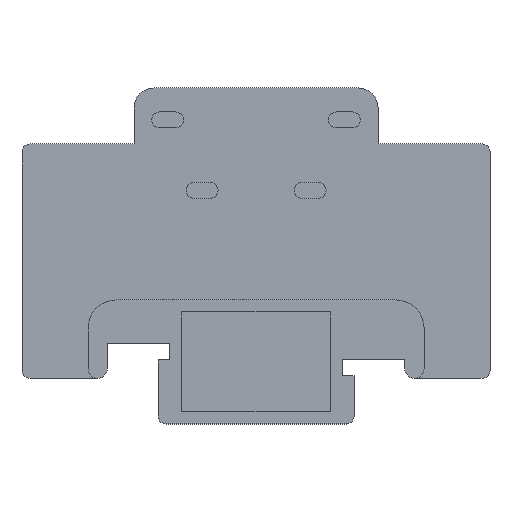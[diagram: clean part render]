
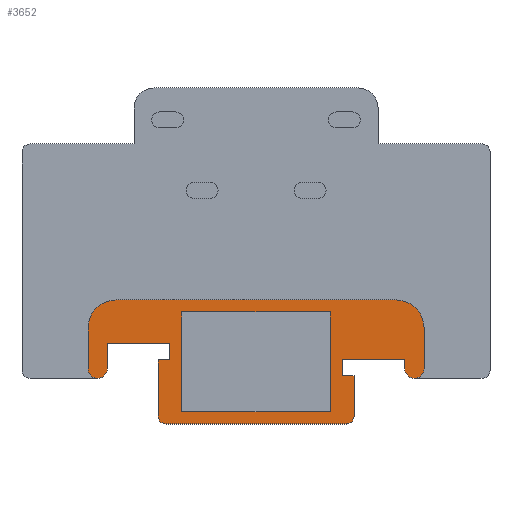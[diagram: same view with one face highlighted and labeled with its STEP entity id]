
A CAD part, top view. The second image highlights one B-rep face of the part: STEP entity #3652.
In plain terms, the highlighted planar face has unit normal (0, 0, 1).
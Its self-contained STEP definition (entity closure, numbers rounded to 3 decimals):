
#672=DIRECTION('',(1.,0.,0.));
#673=VECTOR('',#672,18.6);
#674=CARTESIAN_POINT('',(-9.3,14.,2.3));
#675=LINE('',#674,#673);
#676=DIRECTION('',(0.,1.,0.));
#677=VECTOR('',#676,12.5);
#678=CARTESIAN_POINT('',(-9.3,1.5,2.3));
#679=LINE('',#678,#677);
#680=DIRECTION('',(-1.,0.,0.));
#681=VECTOR('',#680,18.6);
#682=CARTESIAN_POINT('',(9.3,1.5,2.3));
#683=LINE('',#682,#681);
#684=DIRECTION('',(0.,-1.,0.));
#685=VECTOR('',#684,12.5);
#686=CARTESIAN_POINT('',(9.3,14.,2.3));
#687=LINE('',#686,#685);
#760=CARTESIAN_POINT('',(17.5,12.,2.3));
#761=DIRECTION('',(0.,0.,1.));
#762=DIRECTION('',(1.,0.,0.));
#763=AXIS2_PLACEMENT_3D('',#760,#761,#762);
#765=DIRECTION('',(0.,1.,0.));
#766=VECTOR('',#765,5.1);
#767=CARTESIAN_POINT('',(21.,6.9,2.3));
#768=LINE('',#767,#766);
#769=CARTESIAN_POINT('',(19.8,6.9,2.3));
#770=DIRECTION('',(0.,0.,1.));
#771=DIRECTION('',(-1.,0.,0.));
#772=AXIS2_PLACEMENT_3D('',#769,#770,#771);
#774=DIRECTION('',(0.,-1.,0.));
#775=VECTOR('',#774,1.2);
#776=CARTESIAN_POINT('',(18.6,8.1,2.3));
#777=LINE('',#776,#775);
#778=DIRECTION('',(1.,0.,0.));
#779=VECTOR('',#778,7.8);
#780=CARTESIAN_POINT('',(10.8,8.1,2.3));
#781=LINE('',#780,#779);
#782=DIRECTION('',(0.,1.,0.));
#783=VECTOR('',#782,2.1);
#784=CARTESIAN_POINT('',(10.8,6.,2.3));
#785=LINE('',#784,#783);
#786=DIRECTION('',(-1.,0.,0.));
#787=VECTOR('',#786,1.45);
#788=CARTESIAN_POINT('',(12.25,6.,2.3));
#789=LINE('',#788,#787);
#790=DIRECTION('',(0.,1.,0.));
#791=VECTOR('',#790,5.);
#792=CARTESIAN_POINT('',(12.25,1.,2.3));
#793=LINE('',#792,#791);
#794=CARTESIAN_POINT('',(11.25,1.,2.3));
#795=DIRECTION('',(0.,0.,1.));
#796=DIRECTION('',(0.,-1.,0.));
#797=AXIS2_PLACEMENT_3D('',#794,#795,#796);
#799=DIRECTION('',(1.,0.,0.));
#800=VECTOR('',#799,22.5);
#801=CARTESIAN_POINT('',(-11.25,0.,2.3));
#802=LINE('',#801,#800);
#803=CARTESIAN_POINT('',(-11.25,1.,2.3));
#804=DIRECTION('',(0.,0.,1.));
#805=DIRECTION('',(-1.,0.,0.));
#806=AXIS2_PLACEMENT_3D('',#803,#804,#805);
#808=DIRECTION('',(0.,-1.,0.));
#809=VECTOR('',#808,7.);
#810=CARTESIAN_POINT('',(-12.25,8.,2.3));
#811=LINE('',#810,#809);
#812=DIRECTION('',(-1.,0.,0.));
#813=VECTOR('',#812,1.45);
#814=CARTESIAN_POINT('',(-10.8,8.,2.3));
#815=LINE('',#814,#813);
#816=DIRECTION('',(0.,-1.,0.));
#817=VECTOR('',#816,2.1);
#818=CARTESIAN_POINT('',(-10.8,10.1,2.3));
#819=LINE('',#818,#817);
#820=DIRECTION('',(1.,0.,0.));
#821=VECTOR('',#820,7.8);
#822=CARTESIAN_POINT('',(-18.6,10.1,2.3));
#823=LINE('',#822,#821);
#824=DIRECTION('',(0.,1.,0.));
#825=VECTOR('',#824,3.2);
#826=CARTESIAN_POINT('',(-18.6,6.9,2.3));
#827=LINE('',#826,#825);
#828=CARTESIAN_POINT('',(-19.8,6.9,2.3));
#829=DIRECTION('',(0.,0.,1.));
#830=DIRECTION('',(-1.,0.,0.));
#831=AXIS2_PLACEMENT_3D('',#828,#829,#830);
#833=DIRECTION('',(0.,-1.,0.));
#834=VECTOR('',#833,5.1);
#835=CARTESIAN_POINT('',(-21.,12.,2.3));
#836=LINE('',#835,#834);
#837=CARTESIAN_POINT('',(-17.5,12.,2.3));
#838=DIRECTION('',(0.,0.,1.));
#839=DIRECTION('',(0.,1.,0.));
#840=AXIS2_PLACEMENT_3D('',#837,#838,#839);
#842=DIRECTION('',(-1.,0.,0.));
#843=VECTOR('',#842,35.);
#844=CARTESIAN_POINT('',(17.5,15.5,2.3));
#845=LINE('',#844,#843);
#2166=CARTESIAN_POINT('',(-12.25,8.,2.3));
#2167=CARTESIAN_POINT('',(-12.25,1.,2.3));
#2168=VERTEX_POINT('',#2166);
#2169=VERTEX_POINT('',#2167);
#2170=CARTESIAN_POINT('',(-11.25,0.,2.3));
#2171=VERTEX_POINT('',#2170);
#2172=CARTESIAN_POINT('',(11.25,0.,2.3));
#2173=VERTEX_POINT('',#2172);
#2174=CARTESIAN_POINT('',(12.25,1.,2.3));
#2175=VERTEX_POINT('',#2174);
#2176=CARTESIAN_POINT('',(12.25,6.,2.3));
#2177=VERTEX_POINT('',#2176);
#2178=CARTESIAN_POINT('',(10.8,6.,2.3));
#2179=VERTEX_POINT('',#2178);
#2180=CARTESIAN_POINT('',(10.8,8.1,2.3));
#2181=VERTEX_POINT('',#2180);
#2182=CARTESIAN_POINT('',(18.6,8.1,2.3));
#2183=VERTEX_POINT('',#2182);
#2184=CARTESIAN_POINT('',(18.6,6.9,2.3));
#2185=VERTEX_POINT('',#2184);
#2186=CARTESIAN_POINT('',(21.,6.9,2.3));
#2187=VERTEX_POINT('',#2186);
#2188=CARTESIAN_POINT('',(-21.,6.9,2.3));
#2189=CARTESIAN_POINT('',(-18.6,6.9,2.3));
#2190=VERTEX_POINT('',#2188);
#2191=VERTEX_POINT('',#2189);
#2192=CARTESIAN_POINT('',(-18.6,10.1,2.3));
#2193=VERTEX_POINT('',#2192);
#2194=CARTESIAN_POINT('',(-10.8,10.1,2.3));
#2195=VERTEX_POINT('',#2194);
#2196=CARTESIAN_POINT('',(-10.8,8.,2.3));
#2197=VERTEX_POINT('',#2196);
#2198=CARTESIAN_POINT('',(-9.3,14.,2.3));
#2199=CARTESIAN_POINT('',(9.3,14.,2.3));
#2200=VERTEX_POINT('',#2198);
#2201=VERTEX_POINT('',#2199);
#2202=CARTESIAN_POINT('',(9.3,1.5,2.3));
#2203=VERTEX_POINT('',#2202);
#2204=CARTESIAN_POINT('',(-9.3,1.5,2.3));
#2205=VERTEX_POINT('',#2204);
#2406=CARTESIAN_POINT('',(21.,12.,2.3));
#2408=VERTEX_POINT('',#2406);
#2410=CARTESIAN_POINT('',(17.5,15.5,2.3));
#2411=VERTEX_POINT('',#2410);
#2414=CARTESIAN_POINT('',(-17.5,15.5,2.3));
#2416=VERTEX_POINT('',#2414);
#2418=CARTESIAN_POINT('',(-21.,12.,2.3));
#2419=VERTEX_POINT('',#2418);
#3596=CARTESIAN_POINT('',(0.,0.,2.3));
#3597=DIRECTION('',(0.,0.,1.));
#3598=DIRECTION('',(1.,0.,0.));
#3599=AXIS2_PLACEMENT_3D('',#3596,#3597,#3598);
#3600=PLANE('',#3599);
#3602=ORIENTED_EDGE('',*,*,#3601,.F.);
#3604=ORIENTED_EDGE('',*,*,#3603,.F.);
#3605=ORIENTED_EDGE('',*,*,#3351,.F.);
#3607=ORIENTED_EDGE('',*,*,#3606,.F.);
#3609=ORIENTED_EDGE('',*,*,#3608,.F.);
#3611=ORIENTED_EDGE('',*,*,#3610,.F.);
#3613=ORIENTED_EDGE('',*,*,#3612,.F.);
#3615=ORIENTED_EDGE('',*,*,#3614,.F.);
#3617=ORIENTED_EDGE('',*,*,#3616,.F.);
#3619=ORIENTED_EDGE('',*,*,#3618,.F.);
#3621=ORIENTED_EDGE('',*,*,#3620,.F.);
#3623=ORIENTED_EDGE('',*,*,#3622,.F.);
#3625=ORIENTED_EDGE('',*,*,#3624,.F.);
#3627=ORIENTED_EDGE('',*,*,#3626,.F.);
#3629=ORIENTED_EDGE('',*,*,#3628,.F.);
#3631=ORIENTED_EDGE('',*,*,#3630,.F.);
#3633=ORIENTED_EDGE('',*,*,#3632,.F.);
#3635=ORIENTED_EDGE('',*,*,#3634,.F.);
#3637=ORIENTED_EDGE('',*,*,#3636,.F.);
#3639=ORIENTED_EDGE('',*,*,#3638,.F.);
#3640=EDGE_LOOP('',(#3602,#3604,#3605,#3607,#3609,#3611,#3613,#3615,#3617,#3619,
#3621,#3623,#3625,#3627,#3629,#3631,#3633,#3635,#3637,#3639));
#3641=FACE_OUTER_BOUND('',#3640,.F.);
#3643=ORIENTED_EDGE('',*,*,#3642,.F.);
#3645=ORIENTED_EDGE('',*,*,#3644,.F.);
#3647=ORIENTED_EDGE('',*,*,#3646,.F.);
#3649=ORIENTED_EDGE('',*,*,#3648,.F.);
#3650=EDGE_LOOP('',(#3643,#3645,#3647,#3649));
#3651=FACE_BOUND('',#3650,.F.);
#3652=ADVANCED_FACE('',(#3641,#3651),#3600,.T.);
#764=CIRCLE('',#763,3.5);
#773=CIRCLE('',#772,1.2);
#798=CIRCLE('',#797,1.);
#807=CIRCLE('',#806,1.);
#832=CIRCLE('',#831,1.2);
#841=CIRCLE('',#840,3.5);
#3351=EDGE_CURVE('',#2185,#2187,#773,.T.);
#3601=EDGE_CURVE('',#2408,#2411,#764,.T.);
#3603=EDGE_CURVE('',#2187,#2408,#768,.T.);
#3606=EDGE_CURVE('',#2183,#2185,#777,.T.);
#3608=EDGE_CURVE('',#2181,#2183,#781,.T.);
#3610=EDGE_CURVE('',#2179,#2181,#785,.T.);
#3612=EDGE_CURVE('',#2177,#2179,#789,.T.);
#3614=EDGE_CURVE('',#2175,#2177,#793,.T.);
#3616=EDGE_CURVE('',#2173,#2175,#798,.T.);
#3618=EDGE_CURVE('',#2171,#2173,#802,.T.);
#3620=EDGE_CURVE('',#2169,#2171,#807,.T.);
#3622=EDGE_CURVE('',#2168,#2169,#811,.T.);
#3624=EDGE_CURVE('',#2197,#2168,#815,.T.);
#3626=EDGE_CURVE('',#2195,#2197,#819,.T.);
#3628=EDGE_CURVE('',#2193,#2195,#823,.T.);
#3630=EDGE_CURVE('',#2191,#2193,#827,.T.);
#3632=EDGE_CURVE('',#2190,#2191,#832,.T.);
#3634=EDGE_CURVE('',#2419,#2190,#836,.T.);
#3636=EDGE_CURVE('',#2416,#2419,#841,.T.);
#3638=EDGE_CURVE('',#2411,#2416,#845,.T.);
#3642=EDGE_CURVE('',#2200,#2201,#675,.T.);
#3644=EDGE_CURVE('',#2205,#2200,#679,.T.);
#3646=EDGE_CURVE('',#2203,#2205,#683,.T.);
#3648=EDGE_CURVE('',#2201,#2203,#687,.T.);
